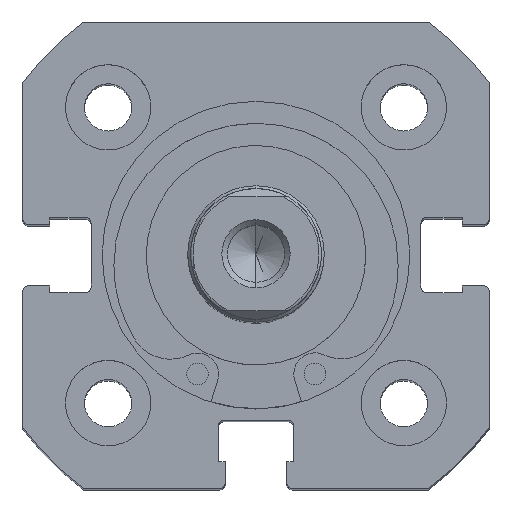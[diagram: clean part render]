
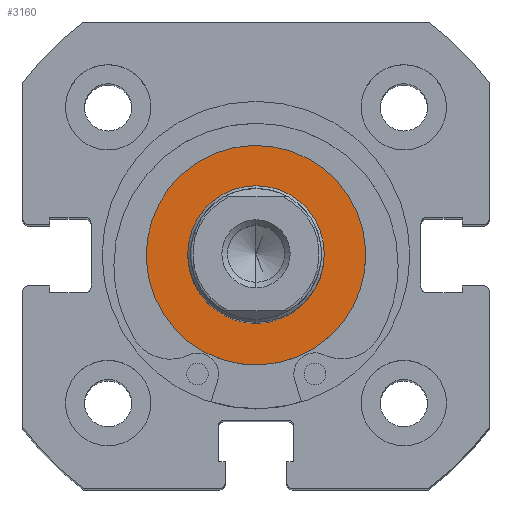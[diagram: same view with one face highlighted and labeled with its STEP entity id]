
A CAD part, top view. The second image highlights one B-rep face of the part: STEP entity #3160.
In plain terms, the highlighted face is planar.
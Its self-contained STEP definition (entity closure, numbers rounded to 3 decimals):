
#236 = VERTEX_POINT ( 'NONE', #4714 ) ;
#243 = VERTEX_POINT ( 'NONE', #4721 ) ;
#250 = VERTEX_POINT ( 'NONE', #4728 ) ;
#262 = VERTEX_POINT ( 'NONE', #4740 ) ;
#1068 = CARTESIAN_POINT ( 'NONE',  ( 0., 9.65, 0. ) ) ;
#1069 = PLANE ( 'NONE',  #2703 ) ;
#1070 = DIRECTION ( 'NONE',  ( 1., 0., 0. ) ) ;
#1071 = DIRECTION ( 'NONE',  ( 0., 0., -1. ) ) ;
#1853 = FACE_BOUND ( 'NONE', #5979, .T. ) ;
#1864 = FACE_OUTER_BOUND ( 'NONE', #6031, .T. ) ;
#2328 = EDGE_CURVE ( 'NONE', #262, #243, #4097, .T. ) ;
#2333 = EDGE_CURVE ( 'NONE', #250, #236, #4105, .T. ) ;
#2350 = EDGE_CURVE ( 'NONE', #236, #250, #4127, .T. ) ;
#2355 = EDGE_CURVE ( 'NONE', #243, #262, #4136, .T. ) ;
#2467 = AXIS2_PLACEMENT_3D ( 'NONE', #5208, #5215, #5216 ) ;
#2468 = AXIS2_PLACEMENT_3D ( 'NONE', #5227, #5228, #5229 ) ;
#2480 = AXIS2_PLACEMENT_3D ( 'NONE', #5271, #5274, #5275 ) ;
#2481 = AXIS2_PLACEMENT_3D ( 'NONE', #5273, #5286, #5287 ) ;
#2703 = AXIS2_PLACEMENT_3D ( 'NONE', #1068, #1070, #1071 ) ;
#3160 = ADVANCED_FACE ( 'NONE', ( #1853, #1864 ), #1069, .F. ) ;
#3536 = ORIENTED_EDGE ( 'NONE', *, *, #2350, .F. ) ;
#3704 = ORIENTED_EDGE ( 'NONE', *, *, #2328, .T. ) ;
#3706 = ORIENTED_EDGE ( 'NONE', *, *, #2355, .T. ) ;
#3752 = ORIENTED_EDGE ( 'NONE', *, *, #2333, .F. ) ;
#4097 = CIRCLE ( 'NONE', #2467, 9.65 ) ;
#4105 = CIRCLE ( 'NONE', #2468, 6. ) ;
#4127 = CIRCLE ( 'NONE', #2480, 6. ) ;
#4136 = CIRCLE ( 'NONE', #2481, 9.65 ) ;
#4714 = CARTESIAN_POINT ( 'NONE',  ( 0., 0., -6. ) ) ;
#4721 = CARTESIAN_POINT ( 'NONE',  ( 0., 0., 9.65 ) ) ;
#4728 = CARTESIAN_POINT ( 'NONE',  ( 0., 0., 6. ) ) ;
#4740 = CARTESIAN_POINT ( 'NONE',  ( 0., 0., -9.65 ) ) ;
#5208 = CARTESIAN_POINT ( 'NONE',  ( 0., 0., 0. ) ) ;
#5215 = DIRECTION ( 'NONE',  ( -1., 0., 0. ) ) ;
#5216 = DIRECTION ( 'NONE',  ( 0., 0., 1. ) ) ;
#5227 = CARTESIAN_POINT ( 'NONE',  ( 0., 0., 0. ) ) ;
#5228 = DIRECTION ( 'NONE',  ( -1., 0., 0. ) ) ;
#5229 = DIRECTION ( 'NONE',  ( 0., 0., 1. ) ) ;
#5271 = CARTESIAN_POINT ( 'NONE',  ( 0., 0., 0. ) ) ;
#5273 = CARTESIAN_POINT ( 'NONE',  ( 0., 0., 0. ) ) ;
#5274 = DIRECTION ( 'NONE',  ( -1., 0., 0. ) ) ;
#5275 = DIRECTION ( 'NONE',  ( 0., 0., 1. ) ) ;
#5286 = DIRECTION ( 'NONE',  ( -1., 0., 0. ) ) ;
#5287 = DIRECTION ( 'NONE',  ( 0., 0., 1. ) ) ;
#5979 = EDGE_LOOP ( 'NONE', ( #3752, #3536 ) ) ;
#6031 = EDGE_LOOP ( 'NONE', ( #3706, #3704 ) ) ;
